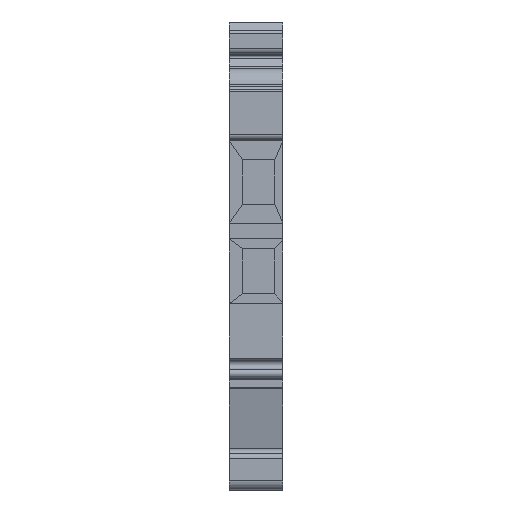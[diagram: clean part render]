
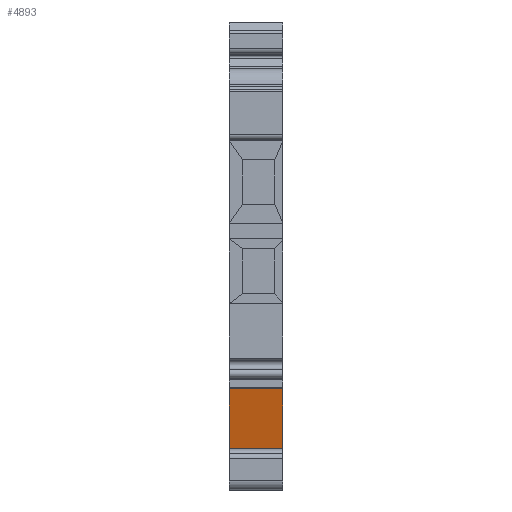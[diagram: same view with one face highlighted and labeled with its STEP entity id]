
A CAD part, left-side view. The second image highlights one B-rep face of the part: STEP entity #4893.
In plain terms, the highlighted planar face has unit normal (-0.973, 0, -0.232).
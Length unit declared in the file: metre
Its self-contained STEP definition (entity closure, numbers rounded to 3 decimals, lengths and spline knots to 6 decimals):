
#218=FACE_OUTER_BOUND('',#475,.T.);
#475=EDGE_LOOP('',(#3799,#3800,#3801,#3802));
#664=LINE('',#6962,#1203);
#763=LINE('',#7253,#1302);
#970=LINE('',#7743,#1509);
#971=LINE('',#7745,#1510);
#1203=VECTOR('',#5565,0.006794);
#1302=VECTOR('',#5758,0.006794);
#1509=VECTOR('',#6299,0.006);
#1510=VECTOR('',#6302,0.006);
#1929=VERTEX_POINT('',#6959);
#1930=VERTEX_POINT('',#6961);
#2074=VERTEX_POINT('',#7250);
#2075=VERTEX_POINT('',#7252);
#2371=EDGE_CURVE('',#1929,#1930,#664,.T.);
#2516=EDGE_CURVE('',#2075,#2074,#763,.T.);
#2766=EDGE_CURVE('',#1929,#2075,#970,.T.);
#2767=EDGE_CURVE('',#1930,#2074,#971,.T.);
#3799=ORIENTED_EDGE('',*,*,#2516,.T.);
#3800=ORIENTED_EDGE('',*,*,#2767,.F.);
#3801=ORIENTED_EDGE('',*,*,#2371,.F.);
#3802=ORIENTED_EDGE('',*,*,#2766,.T.);
#4411=PLANE('',#5278);
#4893=ADVANCED_FACE('',(#218),#4411,.F.);
#5278=AXIS2_PLACEMENT_3D('',#7744,#6300,#6301);
#5565=DIRECTION('',(-0.232,0.,0.973));
#5758=DIRECTION('',(-0.232,0.,0.973));
#6299=DIRECTION('',(0.,-1.,0.));
#6300=DIRECTION('center_axis',(0.973,0.,0.232));
#6301=DIRECTION('ref_axis',(0.232,0.,-0.973));
#6302=DIRECTION('',(0.,-1.,0.));
#6959=CARTESIAN_POINT('',(-0.047687,0.006,-0.001718));
#6961=CARTESIAN_POINT('',(-0.04926,0.006,0.004891));
#6962=CARTESIAN_POINT('',(-0.047687,0.006,-0.001718));
#7250=CARTESIAN_POINT('',(-0.04926,0.,0.004891));
#7252=CARTESIAN_POINT('',(-0.047687,0.,-0.001718));
#7253=CARTESIAN_POINT('',(-0.047687,0.,-0.001718));
#7743=CARTESIAN_POINT('',(-0.047687,0.006,-0.001718));
#7744=CARTESIAN_POINT('Origin',(-0.047687,0.006,-0.001718));
#7745=CARTESIAN_POINT('',(-0.04926,0.006,0.004891));
